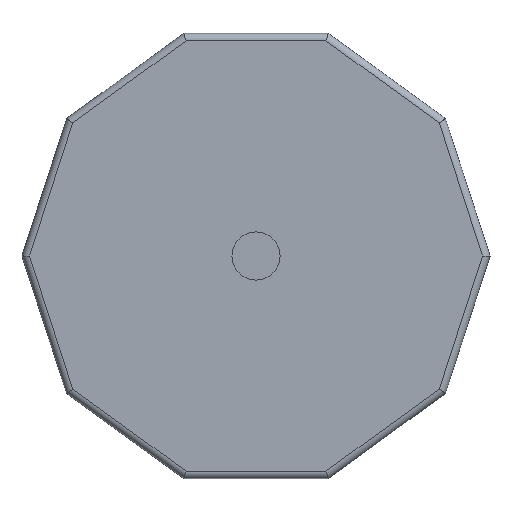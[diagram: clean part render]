
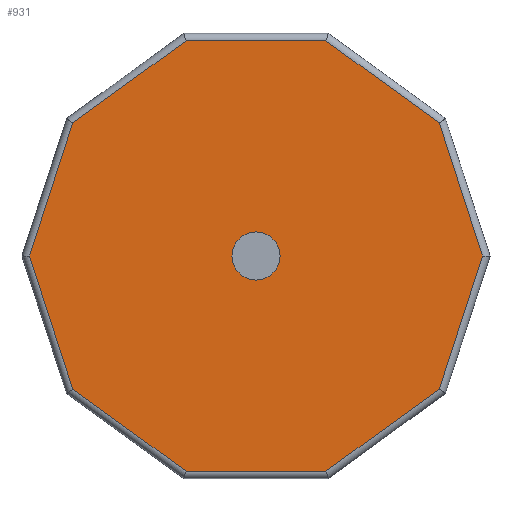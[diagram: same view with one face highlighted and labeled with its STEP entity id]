
A CAD part, front view. The second image highlights one B-rep face of the part: STEP entity #931.
In plain terms, the highlighted planar face has unit normal (0, -1, 0).
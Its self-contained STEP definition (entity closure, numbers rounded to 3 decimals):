
#15=FACE_BOUND('',#147,.T.);
#44=PLANE('',#1022);
#90=FACE_OUTER_BOUND('',#146,.T.);
#146=EDGE_LOOP('',(#692,#693,#694,#695,#696,#697,#698,#699,#700,#701));
#147=EDGE_LOOP('',(#702));
#189=LINE('',#1351,#300);
#191=LINE('',#1359,#302);
#193=LINE('',#1365,#304);
#196=LINE('',#1373,#307);
#198=LINE('',#1379,#309);
#200=LINE('',#1385,#311);
#202=LINE('',#1391,#313);
#203=LINE('',#1395,#314);
#206=LINE('',#1403,#317);
#208=LINE('',#1407,#319);
#300=VECTOR('',#1084,10.);
#302=VECTOR('',#1092,10.);
#304=VECTOR('',#1098,10.);
#307=VECTOR('',#1105,10.);
#309=VECTOR('',#1111,10.);
#311=VECTOR('',#1117,10.);
#313=VECTOR('',#1123,10.);
#314=VECTOR('',#1128,10.);
#317=VECTOR('',#1135,10.);
#319=VECTOR('',#1141,10.);
#411=CIRCLE('',#995,3.969);
#413=VERTEX_POINT('',#1344);
#414=VERTEX_POINT('',#1349);
#415=VERTEX_POINT('',#1350);
#418=VERTEX_POINT('',#1358);
#420=VERTEX_POINT('',#1364);
#423=VERTEX_POINT('',#1372);
#425=VERTEX_POINT('',#1378);
#427=VERTEX_POINT('',#1384);
#429=VERTEX_POINT('',#1390);
#430=VERTEX_POINT('',#1394);
#433=VERTEX_POINT('',#1402);
#496=EDGE_CURVE('',#413,#413,#411,.T.);
#497=EDGE_CURVE('',#414,#415,#189,.T.);
#501=EDGE_CURVE('',#415,#418,#191,.T.);
#504=EDGE_CURVE('',#418,#420,#193,.T.);
#508=EDGE_CURVE('',#420,#423,#196,.T.);
#511=EDGE_CURVE('',#423,#425,#198,.T.);
#514=EDGE_CURVE('',#425,#427,#200,.T.);
#517=EDGE_CURVE('',#427,#429,#202,.T.);
#519=EDGE_CURVE('',#430,#414,#203,.T.);
#523=EDGE_CURVE('',#429,#433,#206,.T.);
#526=EDGE_CURVE('',#433,#430,#208,.T.);
#692=ORIENTED_EDGE('',*,*,#497,.F.);
#693=ORIENTED_EDGE('',*,*,#519,.F.);
#694=ORIENTED_EDGE('',*,*,#526,.F.);
#695=ORIENTED_EDGE('',*,*,#523,.F.);
#696=ORIENTED_EDGE('',*,*,#517,.F.);
#697=ORIENTED_EDGE('',*,*,#514,.F.);
#698=ORIENTED_EDGE('',*,*,#511,.F.);
#699=ORIENTED_EDGE('',*,*,#508,.F.);
#700=ORIENTED_EDGE('',*,*,#504,.F.);
#701=ORIENTED_EDGE('',*,*,#501,.F.);
#702=ORIENTED_EDGE('',*,*,#496,.T.);
#931=ADVANCED_FACE('',(#90,#15),#44,.F.);
#995=AXIS2_PLACEMENT_3D('',#1346,#1078,#1079);
#1022=AXIS2_PLACEMENT_3D('',#1430,#1163,#1164);
#1078=DIRECTION('center_axis',(0.,1.,0.));
#1079=DIRECTION('ref_axis',(1.,0.,0.));
#1084=DIRECTION('',(-0.309,0.,0.951));
#1092=DIRECTION('',(0.309,0.,0.951));
#1098=DIRECTION('',(0.809,0.,0.588));
#1105=DIRECTION('',(1.,0.,0.));
#1111=DIRECTION('',(0.809,0.,-0.588));
#1117=DIRECTION('',(0.309,0.,-0.951));
#1123=DIRECTION('',(-0.309,0.,-0.951));
#1128=DIRECTION('',(-0.809,0.,0.588));
#1135=DIRECTION('',(-0.809,0.,-0.588));
#1141=DIRECTION('',(-1.,0.,0.));
#1163=DIRECTION('center_axis',(0.,1.,0.));
#1164=DIRECTION('ref_axis',(0.,0.,1.));
#1344=CARTESIAN_POINT('',(-3.969,0.,0.));
#1346=CARTESIAN_POINT('Origin',(0.,0.,0.));
#1349=CARTESIAN_POINT('',(-30.241,0.,-21.971));
#1350=CARTESIAN_POINT('',(-37.38,0.,0.));
#1351=CARTESIAN_POINT('',(-31.965,0.,-16.664));
#1358=CARTESIAN_POINT('',(-30.241,0.,21.971));
#1359=CARTESIAN_POINT('',(-35.655,0.,5.307));
#1364=CARTESIAN_POINT('',(-11.551,0.,35.55));
#1365=CARTESIAN_POINT('',(-25.726,0.,25.252));
#1372=CARTESIAN_POINT('',(11.551,0.,35.55));
#1373=CARTESIAN_POINT('',(-5.97,0.,35.55));
#1378=CARTESIAN_POINT('',(30.241,0.,21.971));
#1379=CARTESIAN_POINT('',(16.066,0.,32.27));
#1384=CARTESIAN_POINT('',(37.38,0.,0.));
#1385=CARTESIAN_POINT('',(31.965,0.,16.664));
#1390=CARTESIAN_POINT('',(30.241,0.,-21.971));
#1391=CARTESIAN_POINT('',(35.655,0.,-5.307));
#1394=CARTESIAN_POINT('',(-11.551,0.,-35.55));
#1395=CARTESIAN_POINT('',(-16.066,0.,-32.27));
#1402=CARTESIAN_POINT('',(11.551,0.,-35.55));
#1403=CARTESIAN_POINT('',(25.726,0.,-25.252));
#1407=CARTESIAN_POINT('',(5.97,0.,-35.55));
#1430=CARTESIAN_POINT('Origin',(0.,0.,0.));
